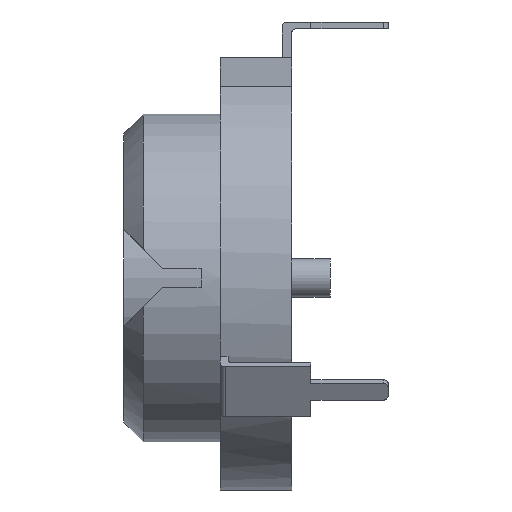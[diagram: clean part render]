
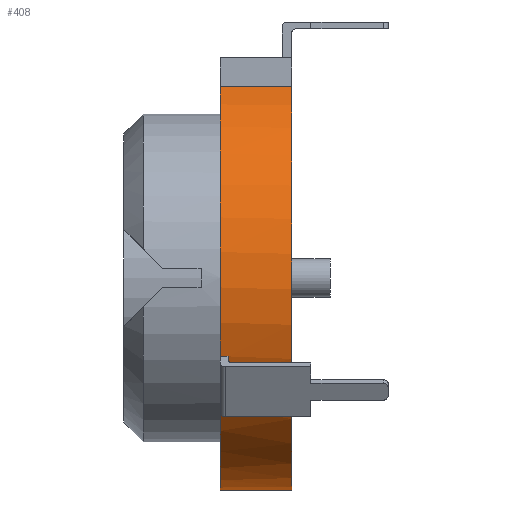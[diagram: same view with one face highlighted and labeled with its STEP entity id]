
A CAD part, left-side view. The second image highlights one B-rep face of the part: STEP entity #408.
In plain terms, the highlighted cylindrical face has radius 11 mm (diameter 22 mm), a partial arc.
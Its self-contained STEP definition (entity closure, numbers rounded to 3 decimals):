
#109 = CARTESIAN_POINT ( 'NONE',  ( 0., 8.7, -24.097 ) ) ;
#159 = ORIENTED_EDGE ( 'NONE', *, *, #2476, .F. ) ;
#180 = AXIS2_PLACEMENT_3D ( 'NONE', #1670, #1646, #3001 ) ;
#206 = CARTESIAN_POINT ( 'NONE',  ( -8.739, 8.7, -19.777 ) ) ;
#219 = EDGE_CURVE ( 'NONE', #855, #4176, #2340, .T. ) ;
#408 = ADVANCED_FACE ( 'NONE', ( #1166 ), #5224, .T. ) ;
#509 = EDGE_LOOP ( 'NONE', ( #4057, #4362, #3403, #3607, #4050, #159, #4459, #2989 ) ) ;
#517 = VERTEX_POINT ( 'NONE', #1281 ) ;
#544 = VERTEX_POINT ( 'NONE', #4544 ) ;
#714 = VERTEX_POINT ( 'NONE', #4949 ) ;
#733 = DIRECTION ( 'NONE',  ( 0., -1., 0. ) ) ;
#740 = DIRECTION ( 'NONE',  ( 0., 0., -1. ) ) ;
#742 = CARTESIAN_POINT ( 'NONE',  ( -8.739, 8.7, -19.777 ) ) ;
#855 = VERTEX_POINT ( 'NONE', #206 ) ;
#1165 = AXIS2_PLACEMENT_3D ( 'NONE', #4313, #3976, #740 ) ;
#1166 = FACE_OUTER_BOUND ( 'NONE', #509, .T. ) ;
#1232 = VECTOR ( 'NONE', #733, 1000. ) ;
#1276 = LINE ( 'NONE', #4434, #1232 ) ;
#1281 = CARTESIAN_POINT ( 'NONE',  ( -10.219, 8.3, -17.167 ) ) ;
#1311 = AXIS2_PLACEMENT_3D ( 'NONE', #5408, #3214, #3152 ) ;
#1444 = AXIS2_PLACEMENT_3D ( 'NONE', #5680, #3431, #2959 ) ;
#1534 = CARTESIAN_POINT ( 'NONE',  ( 0., 5., -24.097 ) ) ;
#1601 = EDGE_CURVE ( 'NONE', #544, #714, #2762, .T. ) ;
#1621 = VECTOR ( 'NONE', #3511, 1000. ) ;
#1646 = DIRECTION ( 'NONE',  ( 0., -1., 0. ) ) ;
#1670 = CARTESIAN_POINT ( 'NONE',  ( 0., 8.7, -13.097 ) ) ;
#1735 = DIRECTION ( 'NONE',  ( 0., 1., 0. ) ) ;
#1789 = VERTEX_POINT ( 'NONE', #4718 ) ;
#2300 = EDGE_CURVE ( 'NONE', #855, #3440, #3979, .T. ) ;
#2340 = CIRCLE ( 'NONE', #3306, 11. ) ;
#2459 = EDGE_CURVE ( 'NONE', #4176, #5250, #1276, .T. ) ;
#2476 = EDGE_CURVE ( 'NONE', #517, #714, #3476, .T. ) ;
#2560 = CARTESIAN_POINT ( 'NONE',  ( -10.219, 8.7, -17.167 ) ) ;
#2762 = CIRCLE ( 'NONE', #180, 11. ) ;
#2854 = VECTOR ( 'NONE', #5436, 1000. ) ;
#2878 = CARTESIAN_POINT ( 'NONE',  ( -8.739, 8.3, -19.777 ) ) ;
#2959 = DIRECTION ( 'NONE',  ( 0., 0., 1. ) ) ;
#2989 = ORIENTED_EDGE ( 'NONE', *, *, #2300, .F. ) ;
#3001 = DIRECTION ( 'NONE',  ( 0., 0., -1. ) ) ;
#3152 = DIRECTION ( 'NONE',  ( 0., 0., -1. ) ) ;
#3214 = DIRECTION ( 'NONE',  ( 0., -1., 0. ) ) ;
#3306 = AXIS2_PLACEMENT_3D ( 'NONE', #5229, #4852, #4886 ) ;
#3317 = EDGE_CURVE ( 'NONE', #544, #1789, #4641, .T. ) ;
#3353 = CIRCLE ( 'NONE', #1444, 11. ) ;
#3403 = ORIENTED_EDGE ( 'NONE', *, *, #5123, .F. ) ;
#3431 = DIRECTION ( 'NONE',  ( 0., 1., 0. ) ) ;
#3440 = VERTEX_POINT ( 'NONE', #2878 ) ;
#3476 = LINE ( 'NONE', #2560, #3633 ) ;
#3511 = DIRECTION ( 'NONE',  ( 0., -1., 0. ) ) ;
#3607 = ORIENTED_EDGE ( 'NONE', *, *, #3317, .F. ) ;
#3633 = VECTOR ( 'NONE', #1735, 1000. ) ;
#3976 = DIRECTION ( 'NONE',  ( 0., -1., 0. ) ) ;
#3979 = LINE ( 'NONE', #742, #1621 ) ;
#4050 = ORIENTED_EDGE ( 'NONE', *, *, #1601, .T. ) ;
#4057 = ORIENTED_EDGE ( 'NONE', *, *, #219, .T. ) ;
#4176 = VERTEX_POINT ( 'NONE', #109 ) ;
#4206 = CIRCLE ( 'NONE', #1311, 11. ) ;
#4313 = CARTESIAN_POINT ( 'NONE',  ( 0., 8.7, -13.097 ) ) ;
#4362 = ORIENTED_EDGE ( 'NONE', *, *, #2459, .T. ) ;
#4434 = CARTESIAN_POINT ( 'NONE',  ( 0., 8.7, -24.097 ) ) ;
#4459 = ORIENTED_EDGE ( 'NONE', *, *, #5001, .F. ) ;
#4544 = CARTESIAN_POINT ( 'NONE',  ( -4.75, 8.7, -3.175 ) ) ;
#4641 = LINE ( 'NONE', #5050, #2854 ) ;
#4718 = CARTESIAN_POINT ( 'NONE',  ( -4.75, 5., -3.175 ) ) ;
#4852 = DIRECTION ( 'NONE',  ( 0., -1., 0. ) ) ;
#4886 = DIRECTION ( 'NONE',  ( 0., 0., -1. ) ) ;
#4949 = CARTESIAN_POINT ( 'NONE',  ( -10.219, 8.7, -17.167 ) ) ;
#5001 = EDGE_CURVE ( 'NONE', #3440, #517, #3353, .T. ) ;
#5050 = CARTESIAN_POINT ( 'NONE',  ( -4.75, 8.7, -3.175 ) ) ;
#5123 = EDGE_CURVE ( 'NONE', #1789, #5250, #4206, .T. ) ;
#5224 = CYLINDRICAL_SURFACE ( 'NONE', #1165, 11. ) ;
#5229 = CARTESIAN_POINT ( 'NONE',  ( 0., 8.7, -13.097 ) ) ;
#5250 = VERTEX_POINT ( 'NONE', #1534 ) ;
#5408 = CARTESIAN_POINT ( 'NONE',  ( 0., 5., -13.097 ) ) ;
#5436 = DIRECTION ( 'NONE',  ( 0., -1., 0. ) ) ;
#5680 = CARTESIAN_POINT ( 'NONE',  ( 0., 8.3, -13.097 ) ) ;
